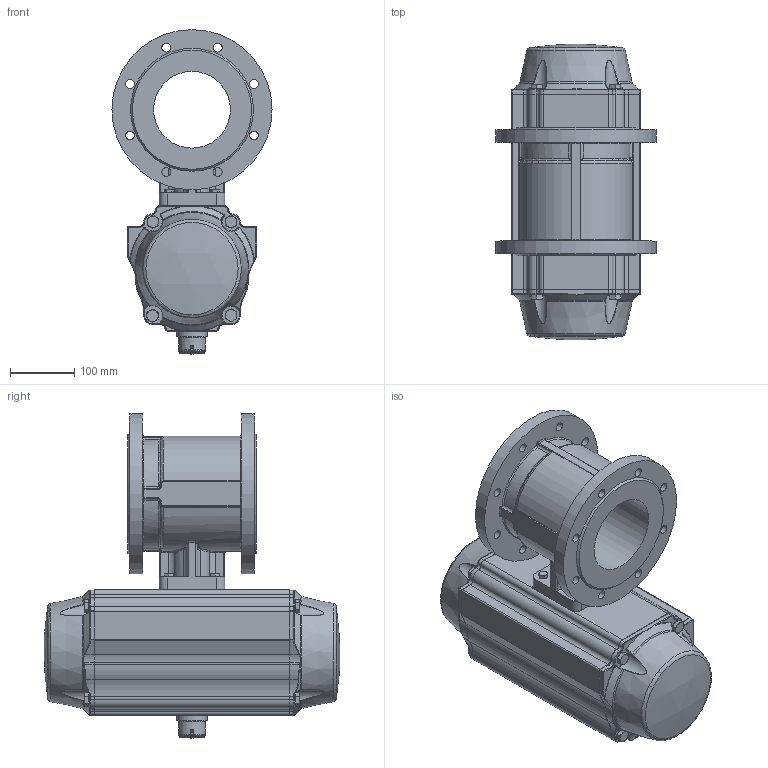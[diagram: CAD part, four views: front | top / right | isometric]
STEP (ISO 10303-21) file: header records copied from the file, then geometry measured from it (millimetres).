
FILE_DESCRIPTION(/* description */ ('Unknown'),/* implementation_level */ '2;1');
FILE_NAME(/* name */ 'FR07 0909-13',/* time_stamp */ '2022-11-15T12:23:58+01:00',/* author */ ('Unknown'),/* organization */ ('Unknown'),/* preprocessor_version */ 'ST-DEVELOPER v16.7',/* originating_system */ 'Solid Edge',/* authorisation */ 'Unknown');
FILE_SCHEMA (('AUTOMOTIVE_DESIGN {1 0 10303 214 3 1 1}'));
Length unit declared in the file: millimetre
Products named in the file (11): FR500-4.150_160.125; DIN 933 M8x35 A2-70 BLK_EDST; 4.150_160.125; DW08_FR07_(DW682_FR500); ____; ________(___________; _____________; ______; hexagon head bolts--product grade c gb_GB_FASTENER_BOLT_HHBC M12X55-N; cup head nib bolts with large head gb_GB_FASTENER_BOLT_CHNBW M6X25-N; KP-160
Assembly tree (22 placements, depth 4):
  FR500-4.150_160.125
    DIN 933 M8x35 A2-70 BLK_EDST  x4
    4.150_160.125
    DW08_FR07_(DW682_FR500)
      ____
        ________(___________  x2
        _____________  x2
        ______
      hexagon head bolts--product grade c gb_GB_FASTENER_BOLT_HHBC M12X55-N  x8
      cup head nib bolts with large head gb_GB_FASTENER_BOLT_CHNBW M6X25-N
      KP-160
Bounding box: 250 x 461.71 x 506.9 mm (x, y, z)
Volume: 17484933.4 mm3; surface area: 779642.6 mm2
Topology: 21 solids, 21 shells, 1448 faces, 3416 edges, 2013 vertices
Faces by surface type: cylinder 422, plane 405, bspline 264, cone 173, torus 171, sphere 13
Full cylindrical faces by diameter (mm): 3 x16, 3.3 x8, 4.2 x12, 4.66 x1, 5 x1, 6 x1, 6.2 x1, 8 x4, 8.5 x4, 10 x4, 10.2 x12, 11.8 x2, 12 x8, 13 x4, 13.835 x16, 29 x1, 38.5 x1, 39 x1, 47.8 x1, 50 x1, 120 x1, 250 x2
Entity records: 42245 total; most frequent: CARTESIAN_POINT 16633, ORIENTED_EDGE 4890, DIRECTION 4725, EDGE_CURVE 2445, AXIS2_PLACEMENT_3D 1965, VERTEX_POINT 1535, FACE_BOUND 1342, EDGE_LOOP 1315
